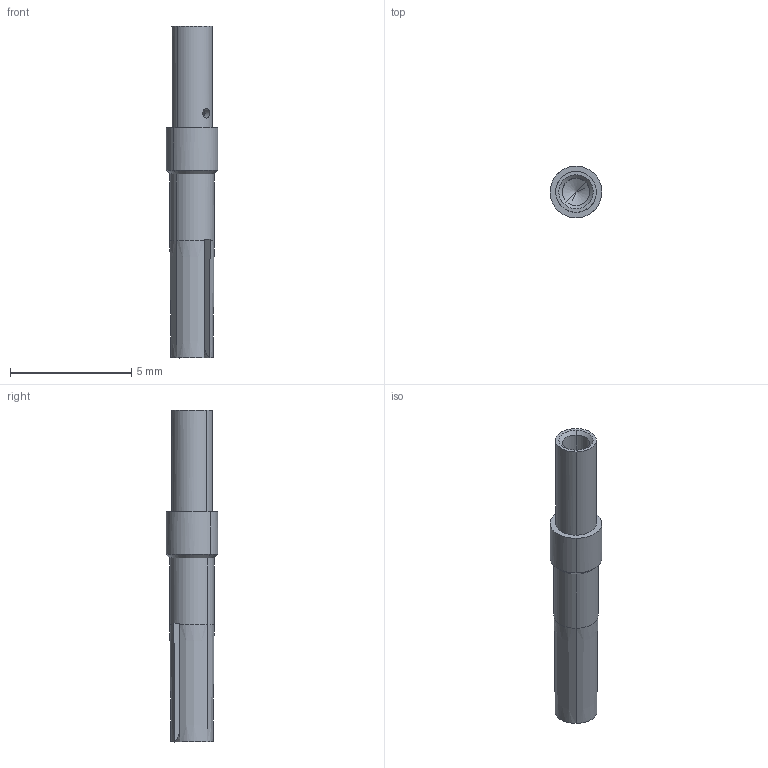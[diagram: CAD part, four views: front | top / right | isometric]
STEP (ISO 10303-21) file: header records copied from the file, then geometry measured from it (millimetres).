
FILE_DESCRIPTION(('CATIA V5 STEP Exchange','CAx-IF Rec.Pracs.--- Model Styling and Organization---1.4--- 2014-01-23'),'2;1');
FILE_NAME ('1255409-1_0', '2020-12-18T08:03:52+00:00', ('none'), ('Weidmueller'), 'CATIA Version 5-6 Release 2016 SP3 HF44', 'CATIA V5 STEP AP214', 'none');
FILE_SCHEMA(('AUTOMOTIVE_DESIGN { 1 0 10303 214 1 1 1 1 }'));
Length unit declared in the file: millimetre
Products named in the file (1): 2748720000
Bounding box: 2.13 x 2.13 x 13.69 mm (x, y, z)
Volume: 23.6 mm3; surface area: 120.3 mm2
Topology: 1 solids, 1 shells, 40 faces, 96 edges, 56 vertices
Faces by surface type: cone 16, cylinder 12, plane 8, torus 4
Entity records: 1237 total; most frequent: CARTESIAN_POINT 391, ORIENTED_EDGE 184, DIRECTION 133, EDGE_CURVE 92, AXIS2_PLACEMENT_3D 64, VERTEX_POINT 56, EDGE_LOOP 44, ADVANCED_FACE 40
